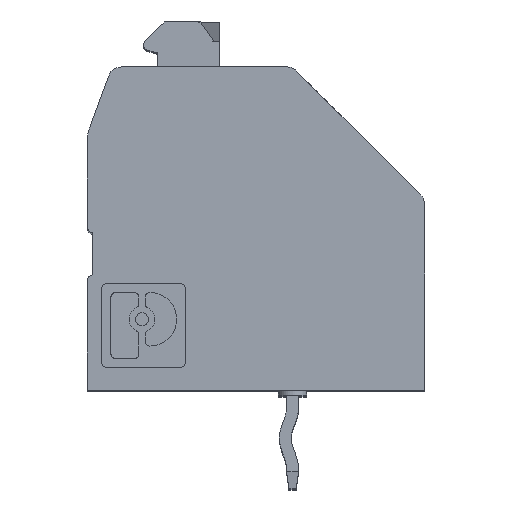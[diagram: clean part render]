
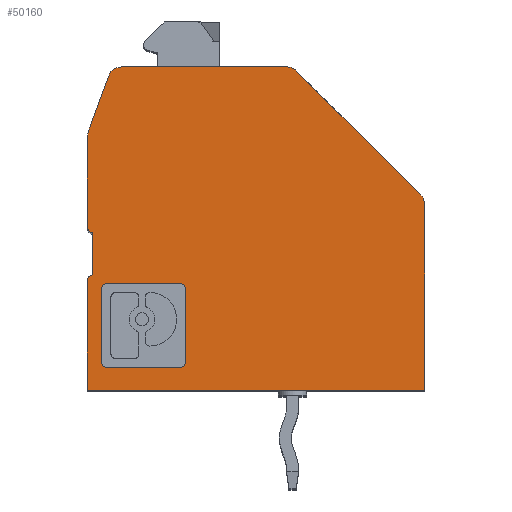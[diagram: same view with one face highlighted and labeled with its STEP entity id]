
A CAD part, top view. The second image highlights one B-rep face of the part: STEP entity #50160.
In plain terms, the highlighted planar face has unit normal (0, 0, 1).
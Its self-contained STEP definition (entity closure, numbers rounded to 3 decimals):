
#36390=CARTESIAN_POINT('',(11.5,6.593,6.43));
#36400=DIRECTION('',(0.,0.,1.));
#36410=DIRECTION('',(1.,0.,0.));
#36420=AXIS2_PLACEMENT_3D('',#36390,#36400,#36410);
#36430=CIRCLE('',#36420,0.5);
#36440=CARTESIAN_POINT('',(12.,6.593,6.43));
#36450=VERTEX_POINT('',#36440);
#36460=CARTESIAN_POINT('',(11.854,6.946,6.43));
#36470=VERTEX_POINT('',#36460);
#36480=EDGE_CURVE('',#36450,#36470,#36430,.T.);
#41280=CARTESIAN_POINT('',(7.446,11.354,6.43));
#41290=VERTEX_POINT('',#41280);
#41320=CARTESIAN_POINT('',(7.093,11.,6.43));
#41330=DIRECTION('',(0.,0.,-1.));
#41340=DIRECTION('',(-1.,0.,0.));
#41350=AXIS2_PLACEMENT_3D('',#41320,#41330,#41340);
#41360=CIRCLE('',#41350,0.5);
#41370=CARTESIAN_POINT('',(7.093,11.5,6.43));
#41380=VERTEX_POINT('',#41370);
#41390=EDGE_CURVE('',#41380,#41290,#41360,.T.);
#44260=CARTESIAN_POINT('',(12.,0.,6.43));
#44270=VERTEX_POINT('',#44260);
#44740=CARTESIAN_POINT('',(0.,0.,6.43));
#44750=VERTEX_POINT('',#44740);
#44780=CARTESIAN_POINT('',(0.,0.,6.43));
#44790=DIRECTION('',(-1.,0.,0.));
#44800=VECTOR('',#44790,1.);
#44810=LINE('',#44780,#44800);
#44820=EDGE_CURVE('',#44270,#44750,#44810,.T.);
#48500=CARTESIAN_POINT('',(11.439,0.,6.43));
#48510=DIRECTION('',(0.,0.,1.));
#48520=DIRECTION('',(1.,0.,0.));
#48530=AXIS2_PLACEMENT_3D('',#48500,#48510,#48520);
#48540=PLANE('',#48530);
#48550=CARTESIAN_POINT('',(0.,0.,6.43));
#48560=DIRECTION('',(0.,1.,0.));
#48570=VECTOR('',#48560,1.);
#48580=LINE('',#48550,#48570);
#48590=CARTESIAN_POINT('',(0.,3.9,6.43));
#48600=VERTEX_POINT('',#48590);
#48610=EDGE_CURVE('',#44750,#48600,#48580,.T.);
#48620=ORIENTED_EDGE('',*,*,#48610,.F.);
#48630=CARTESIAN_POINT('',(0.2,3.9,6.43));
#48640=DIRECTION('',(0.,0.,1.));
#48650=DIRECTION('',(1.,0.,0.));
#48660=AXIS2_PLACEMENT_3D('',#48630,#48640,#48650);
#48670=CIRCLE('',#48660,0.2);
#48680=CARTESIAN_POINT('',(0.2,4.1,6.43));
#48690=VERTEX_POINT('',#48680);
#48700=EDGE_CURVE('',#48690,#48600,#48670,.T.);
#48710=ORIENTED_EDGE('',*,*,#48700,.T.);
#48720=CARTESIAN_POINT('',(0.2,0.,6.43));
#48730=DIRECTION('',(0.,1.,0.));
#48740=VECTOR('',#48730,1.);
#48750=LINE('',#48720,#48740);
#48760=CARTESIAN_POINT('',(0.2,5.6,6.43));
#48770=VERTEX_POINT('',#48760);
#48780=EDGE_CURVE('',#48690,#48770,#48750,.T.);
#48790=ORIENTED_EDGE('',*,*,#48780,.F.);
#48800=CARTESIAN_POINT('',(0.2,5.8,6.43));
#48810=DIRECTION('',(0.,0.,-1.));
#48820=DIRECTION('',(-1.,0.,0.));
#48830=AXIS2_PLACEMENT_3D('',#48800,#48810,#48820);
#48840=CIRCLE('',#48830,0.2);
#48850=CARTESIAN_POINT('',(0.,5.8,6.43));
#48860=VERTEX_POINT('',#48850);
#48870=EDGE_CURVE('',#48770,#48860,#48840,.T.);
#48880=ORIENTED_EDGE('',*,*,#48870,.F.);
#48890=CARTESIAN_POINT('',(0.,0.,6.43));
#48900=DIRECTION('',(0.,1.,0.));
#48910=VECTOR('',#48900,1.);
#48920=LINE('',#48890,#48910);
#48930=CARTESIAN_POINT('',(0.,9.012,6.43));
#48940=VERTEX_POINT('',#48930);
#48950=EDGE_CURVE('',#48860,#48940,#48920,.T.);
#48960=ORIENTED_EDGE('',*,*,#48950,.F.);
#48970=CARTESIAN_POINT('',(0.5,9.012,6.43));
#48980=DIRECTION('',(0.,0.,1.));
#48990=DIRECTION('',(1.,0.,0.));
#49000=AXIS2_PLACEMENT_3D('',#48970,#48980,#48990);
#49010=CIRCLE('',#49000,0.5);
#49020=CARTESIAN_POINT('',(0.03,9.183,6.43));
#49030=VERTEX_POINT('',#49020);
#49040=EDGE_CURVE('',#49030,#48940,#49010,.T.);
#49050=ORIENTED_EDGE('',*,*,#49040,.T.);
#49060=CARTESIAN_POINT('',(-3.312,0.,6.43));
#49070=DIRECTION('',(0.342,0.94,0.));
#49080=VECTOR('',#49070,1.);
#49090=LINE('',#49060,#49080);
#49100=CARTESIAN_POINT('',(0.754,11.171,6.43));
#49110=VERTEX_POINT('',#49100);
#49120=EDGE_CURVE('',#49030,#49110,#49090,.T.);
#49130=ORIENTED_EDGE('',*,*,#49120,.F.);
#49140=CARTESIAN_POINT('',(1.224,11.,6.43));
#49150=DIRECTION('',(0.,0.,1.));
#49160=DIRECTION('',(1.,0.,0.));
#49170=AXIS2_PLACEMENT_3D('',#49140,#49150,#49160);
#49180=CIRCLE('',#49170,0.5);
#49190=CARTESIAN_POINT('',(1.224,11.5,6.43));
#49200=VERTEX_POINT('',#49190);
#49210=EDGE_CURVE('',#49200,#49110,#49180,.T.);
#49220=ORIENTED_EDGE('',*,*,#49210,.T.);
#49230=CARTESIAN_POINT('',(0.,11.5,6.43));
#49240=DIRECTION('',(1.,0.,0.));
#49250=VECTOR('',#49240,1.);
#49260=LINE('',#49230,#49250);
#49270=EDGE_CURVE('',#49200,#41380,#49260,.T.);
#49280=ORIENTED_EDGE('',*,*,#49270,.F.);
#49290=ORIENTED_EDGE('',*,*,#41390,.F.);
#49300=CARTESIAN_POINT('',(0.,18.8,6.43));
#49310=DIRECTION('',(0.707,-0.707,0.));
#49320=VECTOR('',#49310,1.);
#49330=LINE('',#49300,#49320);
#49340=EDGE_CURVE('',#41290,#36470,#49330,.T.);
#49350=ORIENTED_EDGE('',*,*,#49340,.F.);
#49360=ORIENTED_EDGE('',*,*,#36480,.T.);
#49370=CARTESIAN_POINT('',(12.,0.,6.43));
#49380=DIRECTION('',(0.,-1.,0.));
#49390=VECTOR('',#49380,1.);
#49400=LINE('',#49370,#49390);
#49410=EDGE_CURVE('',#36450,#44270,#49400,.T.);
#49420=ORIENTED_EDGE('',*,*,#49410,.F.);
#49430=ORIENTED_EDGE('',*,*,#44820,.F.);
#49440=EDGE_LOOP('',(#49430,#49420,#49360,#49350,#49290,#49280,#49220,
#49130,#49050,#48960,#48880,#48790,#48710,#48620));
#49450=FACE_OUTER_BOUND('',#49440,.T.);
#49460=CARTESIAN_POINT('',(0.,0.8,6.43));
#49470=DIRECTION('',(1.,0.,0.));
#49480=VECTOR('',#49470,1.);
#49490=LINE('',#49460,#49480);
#49500=CARTESIAN_POINT('',(0.711,0.8,6.43));
#49510=VERTEX_POINT('',#49500);
#49520=CARTESIAN_POINT('',(3.289,0.8,6.43));
#49530=VERTEX_POINT('',#49520);
#49540=EDGE_CURVE('',#49510,#49530,#49490,.T.);
#49550=ORIENTED_EDGE('',*,*,#49540,.F.);
#49560=CARTESIAN_POINT('',(3.289,1.011,6.43));
#49570=DIRECTION('',(0.,0.,1.));
#49580=DIRECTION('',(1.,0.,0.));
#49590=AXIS2_PLACEMENT_3D('',#49560,#49570,#49580);
#49600=CIRCLE('',#49590,0.211);
#49610=CARTESIAN_POINT('',(3.5,1.011,6.43));
#49620=VERTEX_POINT('',#49610);
#49630=EDGE_CURVE('',#49530,#49620,#49600,.T.);
#49640=ORIENTED_EDGE('',*,*,#49630,.F.);
#49650=CARTESIAN_POINT('',(3.5,0.,6.43));
#49660=DIRECTION('',(0.,1.,0.));
#49670=VECTOR('',#49660,1.);
#49680=LINE('',#49650,#49670);
#49690=CARTESIAN_POINT('',(3.5,3.589,6.43));
#49700=VERTEX_POINT('',#49690);
#49710=EDGE_CURVE('',#49620,#49700,#49680,.T.);
#49720=ORIENTED_EDGE('',*,*,#49710,.F.);
#49730=CARTESIAN_POINT('',(3.289,3.589,6.43));
#49740=DIRECTION('',(0.,0.,1.));
#49750=DIRECTION('',(1.,0.,0.));
#49760=AXIS2_PLACEMENT_3D('',#49730,#49740,#49750);
#49770=CIRCLE('',#49760,0.211);
#49780=CARTESIAN_POINT('',(3.289,3.8,6.43));
#49790=VERTEX_POINT('',#49780);
#49800=EDGE_CURVE('',#49700,#49790,#49770,.T.);
#49810=ORIENTED_EDGE('',*,*,#49800,.F.);
#49820=CARTESIAN_POINT('',(0.,3.8,6.43));
#49830=DIRECTION('',(-1.,0.,0.));
#49840=VECTOR('',#49830,1.);
#49850=LINE('',#49820,#49840);
#49860=CARTESIAN_POINT('',(0.711,3.8,6.43));
#49870=VERTEX_POINT('',#49860);
#49880=EDGE_CURVE('',#49790,#49870,#49850,.T.);
#49890=ORIENTED_EDGE('',*,*,#49880,.F.);
#49900=CARTESIAN_POINT('',(0.711,3.589,6.43));
#49910=DIRECTION('',(0.,0.,1.));
#49920=DIRECTION('',(1.,0.,0.));
#49930=AXIS2_PLACEMENT_3D('',#49900,#49910,#49920);
#49940=CIRCLE('',#49930,0.211);
#49950=CARTESIAN_POINT('',(0.5,3.589,6.43));
#49960=VERTEX_POINT('',#49950);
#49970=EDGE_CURVE('',#49870,#49960,#49940,.T.);
#49980=ORIENTED_EDGE('',*,*,#49970,.F.);
#49990=CARTESIAN_POINT('',(0.5,0.,6.43));
#50000=DIRECTION('',(0.,-1.,0.));
#50010=VECTOR('',#50000,1.);
#50020=LINE('',#49990,#50010);
#50030=CARTESIAN_POINT('',(0.5,1.011,6.43));
#50040=VERTEX_POINT('',#50030);
#50050=EDGE_CURVE('',#49960,#50040,#50020,.T.);
#50060=ORIENTED_EDGE('',*,*,#50050,.F.);
#50070=CARTESIAN_POINT('',(0.711,1.011,6.43));
#50080=DIRECTION('',(0.,0.,1.));
#50090=DIRECTION('',(1.,0.,0.));
#50100=AXIS2_PLACEMENT_3D('',#50070,#50080,#50090);
#50110=CIRCLE('',#50100,0.211);
#50120=EDGE_CURVE('',#50040,#49510,#50110,.T.);
#50130=ORIENTED_EDGE('',*,*,#50120,.F.);
#50140=EDGE_LOOP('',(#50130,#50060,#49980,#49890,#49810,#49720,#49640,
#49550));
#50150=FACE_BOUND('',#50140,.T.);
#50160=ADVANCED_FACE('',(#49450,#50150),#48540,.T.);
